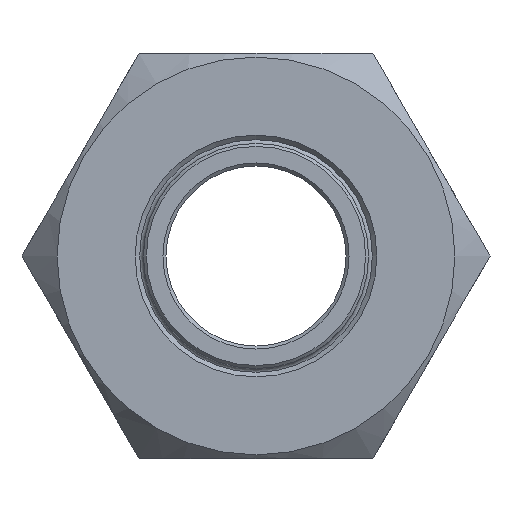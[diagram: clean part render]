
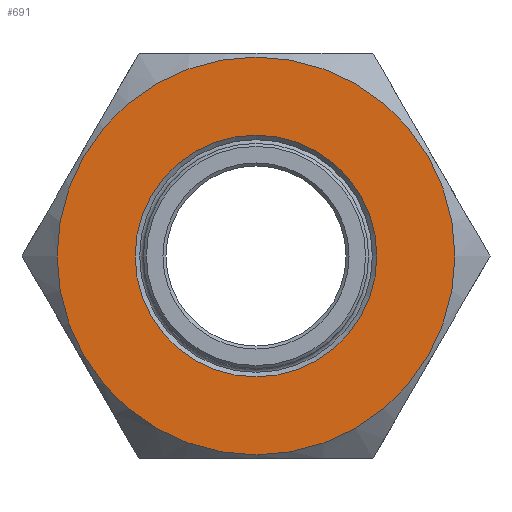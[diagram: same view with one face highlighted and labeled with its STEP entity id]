
A CAD part, left-side view. The second image highlights one B-rep face of the part: STEP entity #691.
In plain terms, the highlighted planar face has unit normal (-1, 0, 0).
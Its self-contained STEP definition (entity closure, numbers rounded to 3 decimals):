
#45=FACE_BOUND('',#128,.T.);
#61=PLANE('',#819);
#82=FACE_OUTER_BOUND('',#127,.T.);
#127=EDGE_LOOP('',(#516));
#128=EDGE_LOOP('',(#517));
#244=CIRCLE('',#800,13.25);
#251=CIRCLE('',#814,8.05);
#313=VERTEX_POINT('',#1205);
#319=VERTEX_POINT('',#1231);
#380=EDGE_CURVE('',#313,#313,#244,.T.);
#392=EDGE_CURVE('',#319,#319,#251,.T.);
#516=ORIENTED_EDGE('',*,*,#380,.T.);
#517=ORIENTED_EDGE('',*,*,#392,.F.);
#691=ADVANCED_FACE('',(#82,#45),#61,.T.);
#800=AXIS2_PLACEMENT_3D('',#1207,#915,#916);
#814=AXIS2_PLACEMENT_3D('',#1232,#948,#949);
#819=AXIS2_PLACEMENT_3D('',#1242,#960,#961);
#915=DIRECTION('center_axis',(-1.,0.,0.));
#916=DIRECTION('ref_axis',(0.,1.,0.));
#948=DIRECTION('center_axis',(-1.,0.,0.));
#949=DIRECTION('ref_axis',(0.,0.,-1.));
#960=DIRECTION('center_axis',(-1.,0.,0.));
#961=DIRECTION('ref_axis',(0.,0.,1.));
#1205=CARTESIAN_POINT('',(-13.5,-13.25,0.));
#1207=CARTESIAN_POINT('Origin',(-13.5,0.,0.));
#1231=CARTESIAN_POINT('',(-13.5,0.,8.05));
#1232=CARTESIAN_POINT('Origin',(-13.5,0.,0.));
#1242=CARTESIAN_POINT('Origin',(-13.5,0.,0.));
